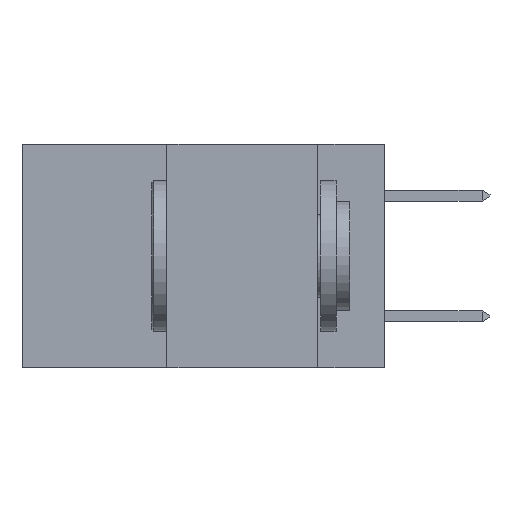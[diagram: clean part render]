
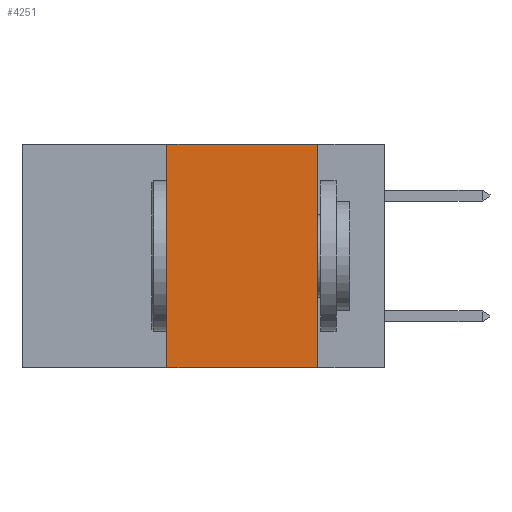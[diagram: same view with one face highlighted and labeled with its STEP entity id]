
A CAD part, left-side view. The second image highlights one B-rep face of the part: STEP entity #4251.
In plain terms, the highlighted planar face has unit normal (-1, 0, 0).
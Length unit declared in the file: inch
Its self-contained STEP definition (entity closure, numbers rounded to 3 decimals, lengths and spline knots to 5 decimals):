
#13 = LINE ( 'NONE', #16110, #9237 ) ;
#432 = EDGE_CURVE ( 'NONE', #3847, #10076, #13, .T. ) ;
#764 = ORIENTED_EDGE ( 'NONE', *, *, #3291, .T. ) ;
#2192 = CARTESIAN_POINT ( 'NONE',  ( 0., 0.6, -0.37 ) ) ;
#3291 = EDGE_CURVE ( 'NONE', #18826, #10076, #18544, .T. ) ;
#3847 = VERTEX_POINT ( 'NONE', #11756 ) ;
#4230 = LINE ( 'NONE', #4490, #10400 ) ;
#4251 = ADVANCED_FACE ( 'NONE', ( #17040 ), #15506, .F. ) ;
#4490 = CARTESIAN_POINT ( 'NONE',  ( 0., 0.6, 0. ) ) ;
#4554 = ORIENTED_EDGE ( 'NONE', *, *, #13096, .F. ) ;
#4915 = LINE ( 'NONE', #11825, #6552 ) ;
#6218 = DIRECTION ( 'NONE',  ( 0., -1., 0. ) ) ;
#6552 = VECTOR ( 'NONE', #13312, 39.37008 ) ;
#7301 = DIRECTION ( 'NONE',  ( 0., 0., -1. ) ) ;
#8008 = DIRECTION ( 'NONE',  ( 1., 0., 0. ) ) ;
#9237 = VECTOR ( 'NONE', #7301, 39.37008 ) ;
#9313 = ORIENTED_EDGE ( 'NONE', *, *, #9325, .F. ) ;
#9325 = EDGE_CURVE ( 'NONE', #9465, #3847, #4230, .T. ) ;
#9465 = VERTEX_POINT ( 'NONE', #12720 ) ;
#10076 = VERTEX_POINT ( 'NONE', #18780 ) ;
#10203 = AXIS2_PLACEMENT_3D ( 'NONE', #17012, #8008, #18301 ) ;
#10400 = VECTOR ( 'NONE', #16569, 39.37008 ) ;
#10512 = VECTOR ( 'NONE', #6218, 39.37008 ) ;
#11756 = CARTESIAN_POINT ( 'NONE',  ( 0., 0.11, 0. ) ) ;
#11825 = CARTESIAN_POINT ( 'NONE',  ( 0., 0.36, 0. ) ) ;
#12720 = CARTESIAN_POINT ( 'NONE',  ( 0., 0.36, 0. ) ) ;
#13096 = EDGE_CURVE ( 'NONE', #18826, #9465, #4915, .T. ) ;
#13298 = CARTESIAN_POINT ( 'NONE',  ( 0., 0.36, -0.37 ) ) ;
#13312 = DIRECTION ( 'NONE',  ( 0., 0., 1. ) ) ;
#15506 = PLANE ( 'NONE',  #10203 ) ;
#16110 = CARTESIAN_POINT ( 'NONE',  ( 0., 0.11, 0. ) ) ;
#16569 = DIRECTION ( 'NONE',  ( 0., -1., 0. ) ) ;
#17012 = CARTESIAN_POINT ( 'NONE',  ( 0., 0.6, 0. ) ) ;
#17040 = FACE_OUTER_BOUND ( 'NONE', #18420, .T. ) ;
#17955 = ORIENTED_EDGE ( 'NONE', *, *, #432, .F. ) ;
#18301 = DIRECTION ( 'NONE',  ( 0., 0., -1. ) ) ;
#18420 = EDGE_LOOP ( 'NONE', ( #17955, #9313, #4554, #764 ) ) ;
#18544 = LINE ( 'NONE', #2192, #10512 ) ;
#18780 = CARTESIAN_POINT ( 'NONE',  ( 0., 0.11, -0.37 ) ) ;
#18826 = VERTEX_POINT ( 'NONE', #13298 ) ;
